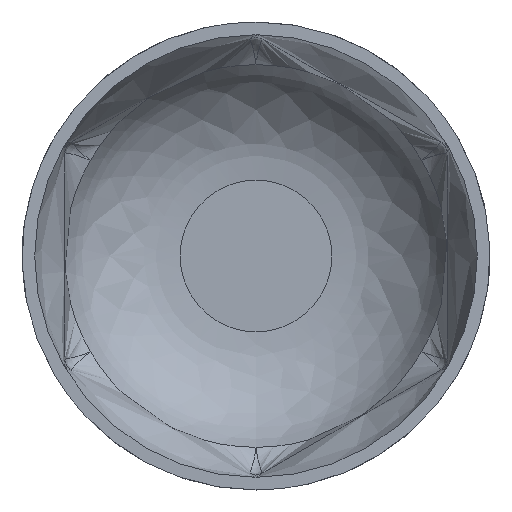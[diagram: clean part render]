
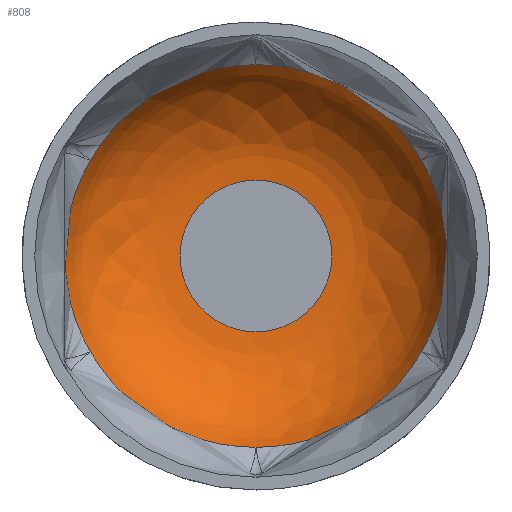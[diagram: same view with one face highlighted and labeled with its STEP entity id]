
A CAD part, front view. The second image highlights one B-rep face of the part: STEP entity #808.
In plain terms, the highlighted free-form (B-spline) face has degree [2, 2] with [3, 9] control points.
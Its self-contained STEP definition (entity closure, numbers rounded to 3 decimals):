
#25=(
BOUNDED_CURVE()
B_SPLINE_CURVE(2,(#2633,#2634,#2635),.UNSPECIFIED.,.F.,.F.)
B_SPLINE_CURVE_WITH_KNOTS((3,3),(0.357,1.546),
 .UNSPECIFIED.)
CURVE()
GEOMETRIC_REPRESENTATION_ITEM()
RATIONAL_B_SPLINE_CURVE((1.,0.828,1.))
REPRESENTATION_ITEM('')
);
#27=(
BOUNDED_SURFACE()
B_SPLINE_SURFACE(2,2,((#2605,#2606,#2607,#2608,#2609,#2610,#2611,#2612,
#2613),(#2614,#2615,#2616,#2617,#2618,#2619,#2620,#2621,#2622),(#2623,#2624,
#2625,#2626,#2627,#2628,#2629,#2630,#2631)),.UNSPECIFIED.,.F.,.T.,.F.)
B_SPLINE_SURFACE_WITH_KNOTS((3,3),(3,2,2,2,3),(0.357,1.546),
(-3.142,-1.571,0.,1.571,3.142),
 .UNSPECIFIED.)
GEOMETRIC_REPRESENTATION_ITEM()
RATIONAL_B_SPLINE_SURFACE(((1.,0.707,1.,0.707,1.,
0.707,1.,0.707,1.),(0.828,0.586,
0.828,0.586,0.828,0.586,
0.828,0.586,0.828),(1.,0.707,
1.,0.707,1.,0.707,1.,0.707,1.)))
REPRESENTATION_ITEM('')
SURFACE()
);
#29=CIRCLE('',#829,30.25);
#30=CIRCLE('',#830,30.25);
#31=CIRCLE('',#831,30.25);
#34=CIRCLE('',#834,30.25);
#35=CIRCLE('',#835,30.25);
#36=CIRCLE('',#836,30.25);
#38=CIRCLE('',#838,30.25);
#39=CIRCLE('',#839,30.25);
#40=CIRCLE('',#840,30.25);
#42=CIRCLE('',#842,30.25);
#43=CIRCLE('',#843,30.25);
#44=CIRCLE('',#844,30.25);
#45=CIRCLE('',#845,12.);
#46=CIRCLE('',#846,12.);
#47=CIRCLE('',#847,30.25);
#48=CIRCLE('',#848,30.25);
#49=CIRCLE('',#849,30.25);
#50=CIRCLE('',#850,30.25);
#51=CIRCLE('',#851,30.25);
#52=CIRCLE('',#852,30.25);
#79=FACE_OUTER_BOUND('',#108,.T.);
#108=EDGE_LOOP('',(#570,#571,#572,#573,#574,#575,#576,#577,#578,#579,#580,
#581,#582,#583,#584,#585,#586,#587,#588,#589,#590,#591));
#225=VERTEX_POINT('',#1108);
#230=VERTEX_POINT('',#1277);
#231=VERTEX_POINT('',#1279);
#232=VERTEX_POINT('',#1281);
#239=VERTEX_POINT('',#1464);
#249=VERTEX_POINT('',#1674);
#250=VERTEX_POINT('',#1686);
#251=VERTEX_POINT('',#1688);
#255=VERTEX_POINT('',#1972);
#265=VERTEX_POINT('',#2178);
#266=VERTEX_POINT('',#2190);
#267=VERTEX_POINT('',#2192);
#272=VERTEX_POINT('',#2480);
#273=VERTEX_POINT('',#2482);
#274=VERTEX_POINT('',#2632);
#275=VERTEX_POINT('',#2636);
#276=VERTEX_POINT('',#2639);
#277=VERTEX_POINT('',#2641);
#278=VERTEX_POINT('',#2644);
#279=VERTEX_POINT('',#2646);
#348=EDGE_CURVE('',#230,#225,#29,.T.);
#349=EDGE_CURVE('',#231,#230,#30,.T.);
#350=EDGE_CURVE('',#232,#231,#31,.T.);
#369=EDGE_CURVE('',#250,#249,#34,.T.);
#370=EDGE_CURVE('',#251,#250,#35,.T.);
#371=EDGE_CURVE('',#239,#251,#36,.T.);
#387=EDGE_CURVE('',#266,#265,#38,.T.);
#388=EDGE_CURVE('',#267,#266,#39,.T.);
#389=EDGE_CURVE('',#255,#267,#40,.T.);
#397=EDGE_CURVE('',#272,#232,#42,.T.);
#398=EDGE_CURVE('',#273,#272,#43,.T.);
#399=EDGE_CURVE('',#265,#273,#44,.T.);
#400=EDGE_CURVE('',#225,#274,#25,.T.);
#401=EDGE_CURVE('',#274,#275,#45,.T.);
#402=EDGE_CURVE('',#275,#274,#46,.T.);
#403=EDGE_CURVE('',#225,#276,#47,.T.);
#404=EDGE_CURVE('',#276,#277,#48,.T.);
#405=EDGE_CURVE('',#277,#239,#49,.T.);
#406=EDGE_CURVE('',#249,#278,#50,.T.);
#407=EDGE_CURVE('',#278,#279,#51,.T.);
#408=EDGE_CURVE('',#279,#255,#52,.T.);
#570=ORIENTED_EDGE('',*,*,#398,.T.);
#571=ORIENTED_EDGE('',*,*,#397,.T.);
#572=ORIENTED_EDGE('',*,*,#350,.T.);
#573=ORIENTED_EDGE('',*,*,#349,.T.);
#574=ORIENTED_EDGE('',*,*,#348,.T.);
#575=ORIENTED_EDGE('',*,*,#400,.T.);
#576=ORIENTED_EDGE('',*,*,#401,.T.);
#577=ORIENTED_EDGE('',*,*,#402,.T.);
#578=ORIENTED_EDGE('',*,*,#400,.F.);
#579=ORIENTED_EDGE('',*,*,#403,.T.);
#580=ORIENTED_EDGE('',*,*,#404,.T.);
#581=ORIENTED_EDGE('',*,*,#405,.T.);
#582=ORIENTED_EDGE('',*,*,#371,.T.);
#583=ORIENTED_EDGE('',*,*,#370,.T.);
#584=ORIENTED_EDGE('',*,*,#369,.T.);
#585=ORIENTED_EDGE('',*,*,#406,.T.);
#586=ORIENTED_EDGE('',*,*,#407,.T.);
#587=ORIENTED_EDGE('',*,*,#408,.T.);
#588=ORIENTED_EDGE('',*,*,#389,.T.);
#589=ORIENTED_EDGE('',*,*,#388,.T.);
#590=ORIENTED_EDGE('',*,*,#387,.T.);
#591=ORIENTED_EDGE('',*,*,#399,.T.);
#808=ADVANCED_FACE('',(#79),#27,.T.);
#829=AXIS2_PLACEMENT_3D('',#1278,#880,#881);
#830=AXIS2_PLACEMENT_3D('',#1280,#882,#883);
#831=AXIS2_PLACEMENT_3D('',#1282,#884,#885);
#834=AXIS2_PLACEMENT_3D('',#1687,#890,#891);
#835=AXIS2_PLACEMENT_3D('',#1689,#892,#893);
#836=AXIS2_PLACEMENT_3D('',#1690,#894,#895);
#838=AXIS2_PLACEMENT_3D('',#2191,#898,#899);
#839=AXIS2_PLACEMENT_3D('',#2193,#900,#901);
#840=AXIS2_PLACEMENT_3D('',#2194,#902,#903);
#842=AXIS2_PLACEMENT_3D('',#2481,#906,#907);
#843=AXIS2_PLACEMENT_3D('',#2483,#908,#909);
#844=AXIS2_PLACEMENT_3D('',#2484,#910,#911);
#845=AXIS2_PLACEMENT_3D('',#2637,#912,#913);
#846=AXIS2_PLACEMENT_3D('',#2638,#914,#915);
#847=AXIS2_PLACEMENT_3D('',#2640,#916,#917);
#848=AXIS2_PLACEMENT_3D('',#2642,#918,#919);
#849=AXIS2_PLACEMENT_3D('',#2643,#920,#921);
#850=AXIS2_PLACEMENT_3D('',#2645,#922,#923);
#851=AXIS2_PLACEMENT_3D('',#2647,#924,#925);
#852=AXIS2_PLACEMENT_3D('',#2648,#926,#927);
#880=DIRECTION('center_axis',(0.,-1.,0.));
#881=DIRECTION('ref_axis',(1.,0.,0.));
#882=DIRECTION('center_axis',(0.,-1.,0.));
#883=DIRECTION('ref_axis',(1.,0.,0.));
#884=DIRECTION('center_axis',(0.,-1.,0.));
#885=DIRECTION('ref_axis',(1.,0.,0.));
#890=DIRECTION('center_axis',(0.,-1.,0.));
#891=DIRECTION('ref_axis',(1.,0.,0.));
#892=DIRECTION('center_axis',(0.,-1.,0.));
#893=DIRECTION('ref_axis',(1.,0.,0.));
#894=DIRECTION('center_axis',(0.,-1.,0.));
#895=DIRECTION('ref_axis',(1.,0.,0.));
#898=DIRECTION('center_axis',(0.,-1.,0.));
#899=DIRECTION('ref_axis',(1.,0.,0.));
#900=DIRECTION('center_axis',(0.,-1.,0.));
#901=DIRECTION('ref_axis',(1.,0.,0.));
#902=DIRECTION('center_axis',(0.,-1.,0.));
#903=DIRECTION('ref_axis',(1.,0.,0.));
#906=DIRECTION('center_axis',(0.,-1.,0.));
#907=DIRECTION('ref_axis',(1.,0.,0.));
#908=DIRECTION('center_axis',(0.,-1.,0.));
#909=DIRECTION('ref_axis',(1.,0.,0.));
#910=DIRECTION('center_axis',(0.,-1.,0.));
#911=DIRECTION('ref_axis',(1.,0.,0.));
#912=DIRECTION('center_axis',(0.,1.,0.));
#913=DIRECTION('ref_axis',(1.,0.,0.));
#914=DIRECTION('center_axis',(0.,1.,0.));
#915=DIRECTION('ref_axis',(1.,0.,0.));
#916=DIRECTION('center_axis',(0.,-1.,0.));
#917=DIRECTION('ref_axis',(1.,0.,0.));
#918=DIRECTION('center_axis',(0.,-1.,0.));
#919=DIRECTION('ref_axis',(1.,0.,0.));
#920=DIRECTION('center_axis',(0.,-1.,0.));
#921=DIRECTION('ref_axis',(1.,0.,0.));
#922=DIRECTION('center_axis',(0.,-1.,0.));
#923=DIRECTION('ref_axis',(1.,0.,0.));
#924=DIRECTION('center_axis',(0.,-1.,0.));
#925=DIRECTION('ref_axis',(1.,0.,0.));
#926=DIRECTION('center_axis',(0.,-1.,0.));
#927=DIRECTION('ref_axis',(1.,0.,0.));
#1108=CARTESIAN_POINT('',(0.,41.,-30.25));
#1277=CARTESIAN_POINT('',(-8.323,41.,-29.082));
#1278=CARTESIAN_POINT('Origin',(0.,41.,0.));
#1279=CARTESIAN_POINT('',(-21.025,41.,-21.749));
#1280=CARTESIAN_POINT('Origin',(0.,41.,0.));
#1281=CARTESIAN_POINT('',(-26.197,41.,-15.125));
#1282=CARTESIAN_POINT('Origin',(0.,41.,0.));
#1464=CARTESIAN_POINT('',(26.197,41.,-15.125));
#1674=CARTESIAN_POINT('',(26.197,41.,15.125));
#1686=CARTESIAN_POINT('',(29.348,41.,7.333));
#1687=CARTESIAN_POINT('Origin',(0.,41.,0.));
#1688=CARTESIAN_POINT('',(29.348,41.,-7.333));
#1689=CARTESIAN_POINT('Origin',(0.,41.,0.));
#1690=CARTESIAN_POINT('Origin',(0.,41.,0.));
#1972=CARTESIAN_POINT('',(0.,41.,30.25));
#2178=CARTESIAN_POINT('',(-26.197,41.,15.125));
#2190=CARTESIAN_POINT('',(-21.025,41.,21.749));
#2191=CARTESIAN_POINT('Origin',(0.,41.,0.));
#2192=CARTESIAN_POINT('',(-8.323,41.,29.082));
#2193=CARTESIAN_POINT('Origin',(0.,41.,0.));
#2194=CARTESIAN_POINT('Origin',(0.,41.,0.));
#2480=CARTESIAN_POINT('',(-29.348,41.,-7.333));
#2481=CARTESIAN_POINT('Origin',(0.,41.,0.));
#2482=CARTESIAN_POINT('',(-29.348,41.,7.333));
#2483=CARTESIAN_POINT('Origin',(0.,41.,0.));
#2484=CARTESIAN_POINT('Origin',(0.,41.,0.));
#2605=CARTESIAN_POINT('Ctrl Pts',(0.,41.,-30.25));
#2606=CARTESIAN_POINT('Ctrl Pts',(-30.25,41.,-30.25));
#2607=CARTESIAN_POINT('Ctrl Pts',(-30.25,41.,0.));
#2608=CARTESIAN_POINT('Ctrl Pts',(-30.25,41.,30.25));
#2609=CARTESIAN_POINT('Ctrl Pts',(0.,41.,30.25));
#2610=CARTESIAN_POINT('Ctrl Pts',(30.25,41.,30.25));
#2611=CARTESIAN_POINT('Ctrl Pts',(30.25,41.,0.));
#2612=CARTESIAN_POINT('Ctrl Pts',(30.25,41.,-30.25));
#2613=CARTESIAN_POINT('Ctrl Pts',(0.,41.,-30.25));
#2614=CARTESIAN_POINT('Ctrl Pts',(0.,53.671,-25.52));
#2615=CARTESIAN_POINT('Ctrl Pts',(-25.52,53.671,-25.52));
#2616=CARTESIAN_POINT('Ctrl Pts',(-25.52,53.671,0.));
#2617=CARTESIAN_POINT('Ctrl Pts',(-25.52,53.671,25.52));
#2618=CARTESIAN_POINT('Ctrl Pts',(0.,53.671,25.52));
#2619=CARTESIAN_POINT('Ctrl Pts',(25.52,53.671,25.52));
#2620=CARTESIAN_POINT('Ctrl Pts',(25.52,53.671,0.));
#2621=CARTESIAN_POINT('Ctrl Pts',(25.52,53.671,-25.52));
#2622=CARTESIAN_POINT('Ctrl Pts',(0.,53.671,-25.52));
#2623=CARTESIAN_POINT('Ctrl Pts',(0.,54.,-12.));
#2624=CARTESIAN_POINT('Ctrl Pts',(-12.,54.,-12.));
#2625=CARTESIAN_POINT('Ctrl Pts',(-12.,54.,0.));
#2626=CARTESIAN_POINT('Ctrl Pts',(-12.,54.,12.));
#2627=CARTESIAN_POINT('Ctrl Pts',(0.,54.,12.));
#2628=CARTESIAN_POINT('Ctrl Pts',(12.,54.,12.));
#2629=CARTESIAN_POINT('Ctrl Pts',(12.,54.,0.));
#2630=CARTESIAN_POINT('Ctrl Pts',(12.,54.,-12.));
#2631=CARTESIAN_POINT('Ctrl Pts',(0.,54.,-12.));
#2632=CARTESIAN_POINT('',(0.,54.,-12.));
#2633=CARTESIAN_POINT('Ctrl Pts',(0.,41.,-30.25));
#2634=CARTESIAN_POINT('Ctrl Pts',(0.,53.671,-25.52));
#2635=CARTESIAN_POINT('Ctrl Pts',(0.,54.,-12.));
#2636=CARTESIAN_POINT('',(-12.,54.,0.));
#2637=CARTESIAN_POINT('Origin',(0.,54.,0.));
#2638=CARTESIAN_POINT('Origin',(0.,54.,0.));
#2639=CARTESIAN_POINT('',(8.323,41.,-29.082));
#2640=CARTESIAN_POINT('Origin',(0.,41.,0.));
#2641=CARTESIAN_POINT('',(21.025,41.,-21.749));
#2642=CARTESIAN_POINT('Origin',(0.,41.,0.));
#2643=CARTESIAN_POINT('Origin',(0.,41.,0.));
#2644=CARTESIAN_POINT('',(21.025,41.,21.749));
#2645=CARTESIAN_POINT('Origin',(0.,41.,0.));
#2646=CARTESIAN_POINT('',(8.323,41.,29.082));
#2647=CARTESIAN_POINT('Origin',(0.,41.,0.));
#2648=CARTESIAN_POINT('Origin',(0.,41.,0.));
